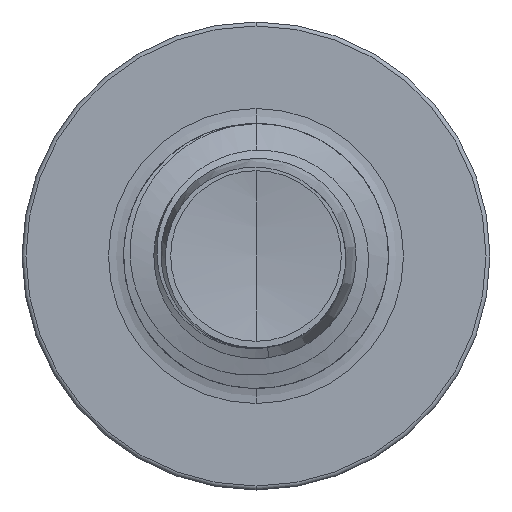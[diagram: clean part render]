
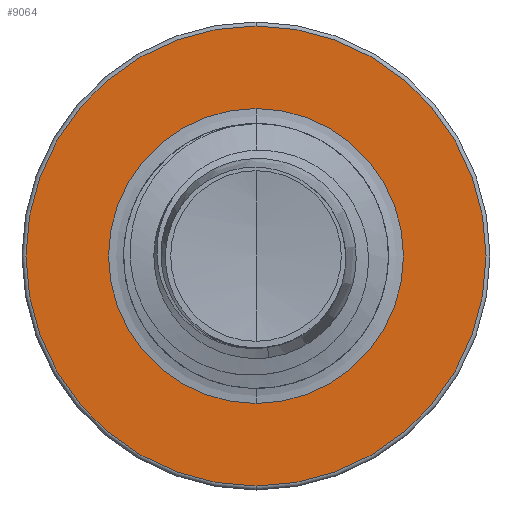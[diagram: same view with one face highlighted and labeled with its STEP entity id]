
A CAD part, front view. The second image highlights one B-rep face of the part: STEP entity #9064.
In plain terms, the highlighted planar face has unit normal (0, -1, 0).
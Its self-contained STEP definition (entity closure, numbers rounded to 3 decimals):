
#985 = DIRECTION ( 'NONE',  ( 0., 0., 1. ) ) ;
#2078 = DIRECTION ( 'NONE',  ( 0., 0., 1. ) ) ;
#2194 = FACE_OUTER_BOUND ( 'NONE', #12833, .T. ) ;
#4000 = CIRCLE ( 'NONE', #6716, 2.605 ) ;
#4984 = CARTESIAN_POINT ( 'NONE',  ( 0., 6.5, 0. ) ) ;
#5686 = AXIS2_PLACEMENT_3D ( 'NONE', #22364, #14432, #2078 ) ;
#6716 = AXIS2_PLACEMENT_3D ( 'NONE', #4984, #18229, #7039 ) ;
#6997 = CARTESIAN_POINT ( 'NONE',  ( 0., 6.5, -1.67 ) ) ;
#7039 = DIRECTION ( 'NONE',  ( 0., 0., 1. ) ) ;
#8761 = VERTEX_POINT ( 'NONE', #14798 ) ;
#9064 = ADVANCED_FACE ( 'NONE', ( #2194, #12652 ), #12117, .F. ) ;
#11065 = CARTESIAN_POINT ( 'NONE',  ( 0., 6.5, 0. ) ) ;
#12064 = DIRECTION ( 'NONE',  ( 0., 0., 1. ) ) ;
#12068 = DIRECTION ( 'NONE',  ( 0., 1., 0. ) ) ;
#12117 = PLANE ( 'NONE',  #12520 ) ;
#12245 = CARTESIAN_POINT ( 'NONE',  ( 0., 6.5, -1.67 ) ) ;
#12520 = AXIS2_PLACEMENT_3D ( 'NONE', #12245, #12068, #12064 ) ;
#12652 = FACE_BOUND ( 'NONE', #17277, .T. ) ;
#12833 = EDGE_LOOP ( 'NONE', ( #17525, #17614 ) ) ;
#13141 = DIRECTION ( 'NONE',  ( 0., 0., 1. ) ) ;
#13573 = DIRECTION ( 'NONE',  ( 0., 1., 0. ) ) ;
#14432 = DIRECTION ( 'NONE',  ( 0., 1., 0. ) ) ;
#14466 = EDGE_CURVE ( 'NONE', #8761, #18066, #4000, .T. ) ;
#14798 = CARTESIAN_POINT ( 'NONE',  ( 0., 6.5, -2.605 ) ) ;
#15359 = AXIS2_PLACEMENT_3D ( 'NONE', #11065, #21703, #13141 ) ;
#15686 = EDGE_CURVE ( 'NONE', #21897, #18704, #22029, .T. ) ;
#16078 = CARTESIAN_POINT ( 'NONE',  ( 0., 6.5, 1.67 ) ) ;
#16116 = EDGE_CURVE ( 'NONE', #18066, #8761, #17334, .T. ) ;
#16580 = CIRCLE ( 'NONE', #15359, 1.67 ) ;
#17277 = EDGE_LOOP ( 'NONE', ( #21760, #21858 ) ) ;
#17334 = CIRCLE ( 'NONE', #5686, 2.605 ) ;
#17525 = ORIENTED_EDGE ( 'NONE', *, *, #16116, .F. ) ;
#17614 = ORIENTED_EDGE ( 'NONE', *, *, #14466, .F. ) ;
#17675 = AXIS2_PLACEMENT_3D ( 'NONE', #21922, #13573, #985 ) ;
#18066 = VERTEX_POINT ( 'NONE', #22127 ) ;
#18229 = DIRECTION ( 'NONE',  ( 0., 1., 0. ) ) ;
#18704 = VERTEX_POINT ( 'NONE', #6997 ) ;
#19397 = EDGE_CURVE ( 'NONE', #18704, #21897, #16580, .T. ) ;
#21703 = DIRECTION ( 'NONE',  ( 0., 1., 0. ) ) ;
#21760 = ORIENTED_EDGE ( 'NONE', *, *, #15686, .T. ) ;
#21858 = ORIENTED_EDGE ( 'NONE', *, *, #19397, .T. ) ;
#21897 = VERTEX_POINT ( 'NONE', #16078 ) ;
#21922 = CARTESIAN_POINT ( 'NONE',  ( 0., 6.5, 0. ) ) ;
#22029 = CIRCLE ( 'NONE', #17675, 1.67 ) ;
#22127 = CARTESIAN_POINT ( 'NONE',  ( 0., 6.5, 2.605 ) ) ;
#22364 = CARTESIAN_POINT ( 'NONE',  ( 0., 6.5, 0. ) ) ;
